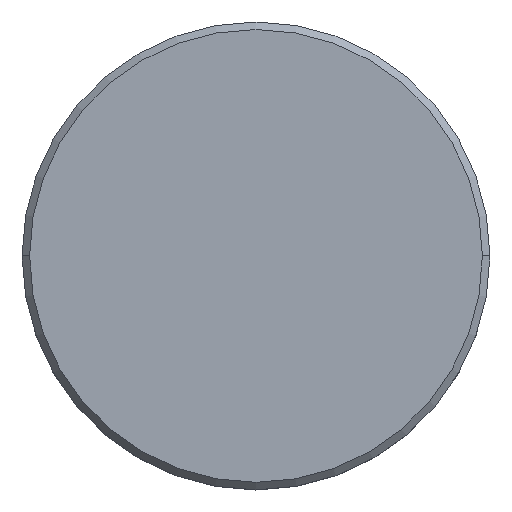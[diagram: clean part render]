
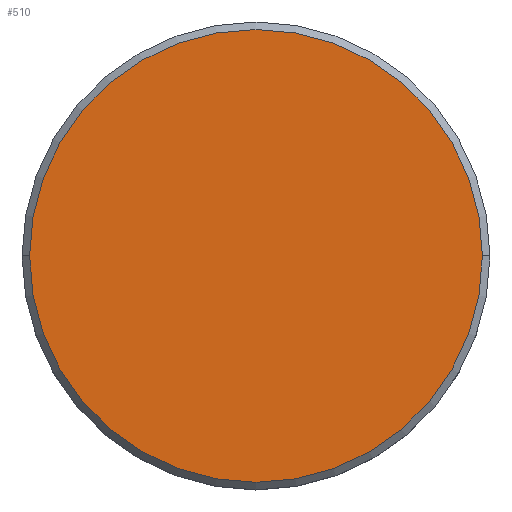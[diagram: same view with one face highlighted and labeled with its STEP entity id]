
A CAD part, top view. The second image highlights one B-rep face of the part: STEP entity #510.
In plain terms, the highlighted planar face has unit normal (0, 0, 1).
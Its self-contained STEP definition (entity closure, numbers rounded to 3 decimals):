
#66 = EDGE_LOOP ( 'NONE', ( #661, #150 ) ) ;
#75 = CARTESIAN_POINT ( 'NONE',  ( 0., 0., 0. ) ) ;
#97 = DIRECTION ( 'NONE',  ( 0., 0., 1. ) ) ;
#118 = AXIS2_PLACEMENT_3D ( 'NONE', #621, #1176, #637 ) ;
#150 = ORIENTED_EDGE ( 'NONE', *, *, #905, .T. ) ;
#187 = DIRECTION ( 'NONE',  ( 0., 0., 1. ) ) ;
#260 = PLANE ( 'NONE',  #1124 ) ;
#395 = VERTEX_POINT ( 'NONE', #1177 ) ;
#405 = DIRECTION ( 'NONE',  ( 1., 0., 0. ) ) ;
#510 = ADVANCED_FACE ( 'NONE', ( #739 ), #260, .T. ) ;
#585 = AXIS2_PLACEMENT_3D ( 'NONE', #722, #187, #625 ) ;
#621 = CARTESIAN_POINT ( 'NONE',  ( 0., 0., 0. ) ) ;
#625 = DIRECTION ( 'NONE',  ( 1., 0., 0. ) ) ;
#637 = DIRECTION ( 'NONE',  ( 1., 0., 0. ) ) ;
#661 = ORIENTED_EDGE ( 'NONE', *, *, #936, .T. ) ;
#722 = CARTESIAN_POINT ( 'NONE',  ( 0., 0., 0. ) ) ;
#739 = FACE_OUTER_BOUND ( 'NONE', #66, .T. ) ;
#796 = CARTESIAN_POINT ( 'NONE',  ( 15., 0., 0. ) ) ;
#905 = EDGE_CURVE ( 'NONE', #970, #395, #1181, .T. ) ;
#936 = EDGE_CURVE ( 'NONE', #395, #970, #1067, .T. ) ;
#970 = VERTEX_POINT ( 'NONE', #796 ) ;
#1067 = CIRCLE ( 'NONE', #118, 15. ) ;
#1124 = AXIS2_PLACEMENT_3D ( 'NONE', #75, #97, #405 ) ;
#1176 = DIRECTION ( 'NONE',  ( 0., 0., 1. ) ) ;
#1177 = CARTESIAN_POINT ( 'NONE',  ( -15., 0., 0. ) ) ;
#1181 = CIRCLE ( 'NONE', #585, 15. ) ;
